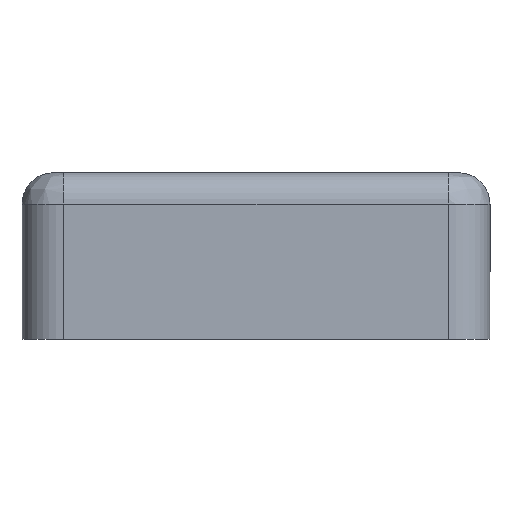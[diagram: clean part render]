
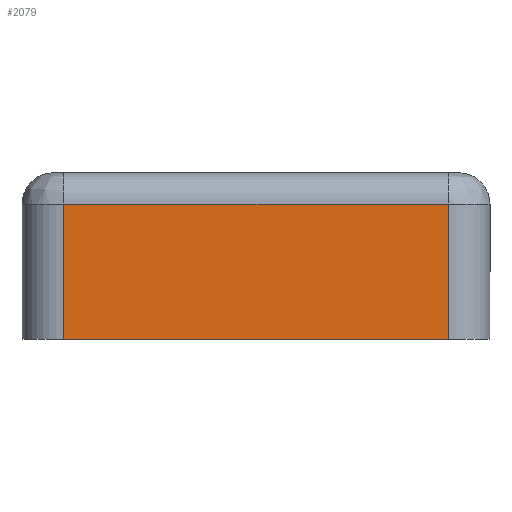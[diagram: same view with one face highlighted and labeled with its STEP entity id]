
A CAD part, left-side view. The second image highlights one B-rep face of the part: STEP entity #2079.
In plain terms, the highlighted planar face has unit normal (-1, 0, 0).
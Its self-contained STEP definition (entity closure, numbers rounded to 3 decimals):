
#40 = VERTEX_POINT ( 'NONE', #7400 ) ;
#185 = AXIS2_PLACEMENT_3D ( 'NONE', #6649, #2774, #7294 ) ;
#222 = DIRECTION ( 'NONE',  ( 0., 0., 1. ) ) ;
#470 = LINE ( 'NONE', #4766, #2178 ) ;
#1260 = CARTESIAN_POINT ( 'NONE',  ( -45., -22.5, 13. ) ) ;
#1511 = LINE ( 'NONE', #1260, #8428 ) ;
#2079 = ADVANCED_FACE ( 'NONE', ( #7138 ), #3408, .F. ) ;
#2178 = VECTOR ( 'NONE', #222, 1000. ) ;
#2705 = EDGE_CURVE ( 'NONE', #40, #8303, #470, .T. ) ;
#2774 = DIRECTION ( 'NONE',  ( 1., 0., 0. ) ) ;
#2917 = EDGE_CURVE ( 'NONE', #3171, #7211, #5837, .T. ) ;
#3170 = DIRECTION ( 'NONE',  ( 0., 0., -1. ) ) ;
#3171 = VERTEX_POINT ( 'NONE', #6652 ) ;
#3262 = EDGE_LOOP ( 'NONE', ( #3618, #3984, #4106, #4291 ) ) ;
#3408 = PLANE ( 'NONE',  #185 ) ;
#3618 = ORIENTED_EDGE ( 'NONE', *, *, #6250, .F. ) ;
#3984 = ORIENTED_EDGE ( 'NONE', *, *, #2705, .F. ) ;
#4106 = ORIENTED_EDGE ( 'NONE', *, *, #4250, .F. ) ;
#4250 = EDGE_CURVE ( 'NONE', #7211, #40, #7509, .T. ) ;
#4291 = ORIENTED_EDGE ( 'NONE', *, *, #2917, .F. ) ;
#4766 = CARTESIAN_POINT ( 'NONE',  ( -45., 18.5, 16. ) ) ;
#5127 = DIRECTION ( 'NONE',  ( 0., -1., 0. ) ) ;
#5732 = CARTESIAN_POINT ( 'NONE',  ( -45., -18.5, 16. ) ) ;
#5793 = VECTOR ( 'NONE', #5895, 1000. ) ;
#5837 = LINE ( 'NONE', #5732, #7341 ) ;
#5870 = CARTESIAN_POINT ( 'NONE',  ( -45., 22.5, 0. ) ) ;
#5895 = DIRECTION ( 'NONE',  ( 0., 1., 0. ) ) ;
#6250 = EDGE_CURVE ( 'NONE', #8303, #3171, #1511, .T. ) ;
#6649 = CARTESIAN_POINT ( 'NONE',  ( -45., 22.5, 16. ) ) ;
#6652 = CARTESIAN_POINT ( 'NONE',  ( -45., -18.5, 13. ) ) ;
#7113 = CARTESIAN_POINT ( 'NONE',  ( -45., -18.5, 0. ) ) ;
#7138 = FACE_OUTER_BOUND ( 'NONE', #3262, .T. ) ;
#7211 = VERTEX_POINT ( 'NONE', #7113 ) ;
#7294 = DIRECTION ( 'NONE',  ( 0., 0., -1. ) ) ;
#7341 = VECTOR ( 'NONE', #3170, 1000. ) ;
#7400 = CARTESIAN_POINT ( 'NONE',  ( -45., 18.5, 0. ) ) ;
#7509 = LINE ( 'NONE', #5870, #5793 ) ;
#7815 = CARTESIAN_POINT ( 'NONE',  ( -45., 18.5, 13. ) ) ;
#8303 = VERTEX_POINT ( 'NONE', #7815 ) ;
#8428 = VECTOR ( 'NONE', #5127, 1000. ) ;
